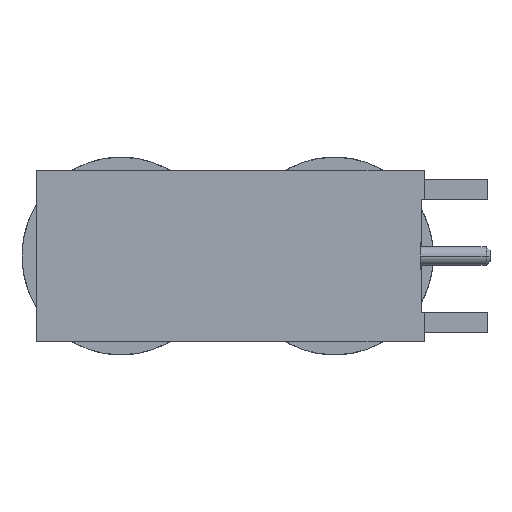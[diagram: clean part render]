
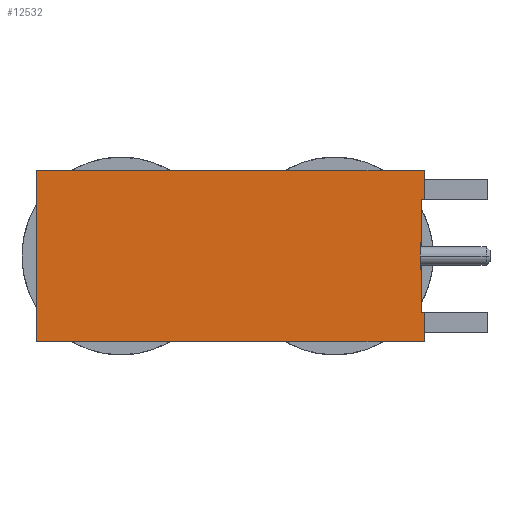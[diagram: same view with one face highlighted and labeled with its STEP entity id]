
A CAD part, left-side view. The second image highlights one B-rep face of the part: STEP entity #12532.
In plain terms, the highlighted planar face has unit normal (-1, 0, 0).
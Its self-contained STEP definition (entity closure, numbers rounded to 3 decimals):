
#185=DIRECTION('',(0.,0.,1.));
#186=VECTOR('',#185,1.);
#187=CARTESIAN_POINT('',(-11.,0.14,-0.5));
#188=LINE('',#187,#186);
#300=DIRECTION('',(0.,0.,1.));
#301=VECTOR('',#300,6.5);
#302=CARTESIAN_POINT('',(-11.,14.7,-3.25));
#303=LINE('',#302,#301);
#304=DIRECTION('',(0.,1.,0.));
#305=VECTOR('',#304,14.7);
#306=CARTESIAN_POINT('',(-11.,0.,3.25));
#307=LINE('',#306,#305);
#308=DIRECTION('',(0.,0.,1.));
#309=VECTOR('',#308,1.105);
#310=CARTESIAN_POINT('',(-11.,0.,2.145));
#311=LINE('',#310,#309);
#312=DIRECTION('',(0.,1.,0.));
#313=VECTOR('',#312,0.1);
#314=CARTESIAN_POINT('',(-11.,0.,2.145));
#315=LINE('',#314,#313);
#316=DIRECTION('',(0.,0.,-1.));
#317=VECTOR('',#316,1.645);
#318=CARTESIAN_POINT('',(-11.,0.1,2.145));
#319=LINE('',#318,#317);
#320=DIRECTION('',(0.,-1.,0.));
#321=VECTOR('',#320,0.04);
#322=CARTESIAN_POINT('',(-11.,0.14,0.5));
#323=LINE('',#322,#321);
#324=DIRECTION('',(0.,-1.,0.));
#325=VECTOR('',#324,0.04);
#326=CARTESIAN_POINT('',(-11.,0.14,-0.5));
#327=LINE('',#326,#325);
#328=DIRECTION('',(0.,0.,-1.));
#329=VECTOR('',#328,1.645);
#330=CARTESIAN_POINT('',(-11.,0.1,-0.5));
#331=LINE('',#330,#329);
#332=DIRECTION('',(0.,1.,0.));
#333=VECTOR('',#332,0.1);
#334=CARTESIAN_POINT('',(-11.,0.,-2.145));
#335=LINE('',#334,#333);
#336=DIRECTION('',(0.,0.,1.));
#337=VECTOR('',#336,1.105);
#338=CARTESIAN_POINT('',(-11.,0.,-3.25));
#339=LINE('',#338,#337);
#340=DIRECTION('',(0.,-1.,0.));
#341=VECTOR('',#340,14.7);
#342=CARTESIAN_POINT('',(-11.,14.7,-3.25));
#343=LINE('',#342,#341);
#11475=CARTESIAN_POINT('',(-11.,0.,3.25));
#11476=CARTESIAN_POINT('',(-11.,14.7,3.25));
#11477=VERTEX_POINT('',#11475);
#11478=VERTEX_POINT('',#11476);
#11479=CARTESIAN_POINT('',(-11.,14.7,-3.25));
#11480=CARTESIAN_POINT('',(-11.,0.,-3.25));
#11481=VERTEX_POINT('',#11479);
#11482=VERTEX_POINT('',#11480);
#11531=CARTESIAN_POINT('',(-11.,0.,2.145));
#11532=CARTESIAN_POINT('',(-11.,0.1,2.145));
#11533=VERTEX_POINT('',#11531);
#11534=VERTEX_POINT('',#11532);
#11535=CARTESIAN_POINT('',(-11.,0.,-2.145));
#11536=CARTESIAN_POINT('',(-11.,0.1,-2.145));
#11537=VERTEX_POINT('',#11535);
#11538=VERTEX_POINT('',#11536);
#11579=CARTESIAN_POINT('',(-11.,0.1,0.5));
#11580=VERTEX_POINT('',#11579);
#11581=CARTESIAN_POINT('',(-11.,0.1,-0.5));
#11582=VERTEX_POINT('',#11581);
#11608=CARTESIAN_POINT('',(-11.,0.14,-0.5));
#11610=VERTEX_POINT('',#11608);
#11612=CARTESIAN_POINT('',(-11.,0.14,0.5));
#11614=VERTEX_POINT('',#11612);
#12505=CARTESIAN_POINT('',(-11.,0.,0.));
#12506=DIRECTION('',(-1.,0.,0.));
#12507=DIRECTION('',(0.,0.,1.));
#12508=AXIS2_PLACEMENT_3D('',#12505,#12506,#12507);
#12509=PLANE('',#12508);
#12511=ORIENTED_EDGE('',*,*,#12510,.T.);
#12513=ORIENTED_EDGE('',*,*,#12512,.F.);
#12515=ORIENTED_EDGE('',*,*,#12514,.F.);
#12517=ORIENTED_EDGE('',*,*,#12516,.T.);
#12518=ORIENTED_EDGE('',*,*,#12377,.T.);
#12520=ORIENTED_EDGE('',*,*,#12519,.F.);
#12521=ORIENTED_EDGE('',*,*,#12453,.F.);
#12522=ORIENTED_EDGE('',*,*,#12500,.T.);
#12523=ORIENTED_EDGE('',*,*,#12398,.T.);
#12525=ORIENTED_EDGE('',*,*,#12524,.F.);
#12527=ORIENTED_EDGE('',*,*,#12526,.F.);
#12529=ORIENTED_EDGE('',*,*,#12528,.F.);
#12530=EDGE_LOOP('',(#12511,#12513,#12515,#12517,#12518,#12520,#12521,#12522,
#12523,#12525,#12527,#12529));
#12531=FACE_OUTER_BOUND('',#12530,.F.);
#12532=ADVANCED_FACE('',(#12531),#12509,.T.);
#12377=EDGE_CURVE('',#11534,#11580,#319,.T.);
#12398=EDGE_CURVE('',#11582,#11538,#331,.T.);
#12453=EDGE_CURVE('',#11610,#11614,#188,.T.);
#12500=EDGE_CURVE('',#11610,#11582,#327,.T.);
#12510=EDGE_CURVE('',#11481,#11478,#303,.T.);
#12512=EDGE_CURVE('',#11477,#11478,#307,.T.);
#12514=EDGE_CURVE('',#11533,#11477,#311,.T.);
#12516=EDGE_CURVE('',#11533,#11534,#315,.T.);
#12519=EDGE_CURVE('',#11614,#11580,#323,.T.);
#12524=EDGE_CURVE('',#11537,#11538,#335,.T.);
#12526=EDGE_CURVE('',#11482,#11537,#339,.T.);
#12528=EDGE_CURVE('',#11481,#11482,#343,.T.);
